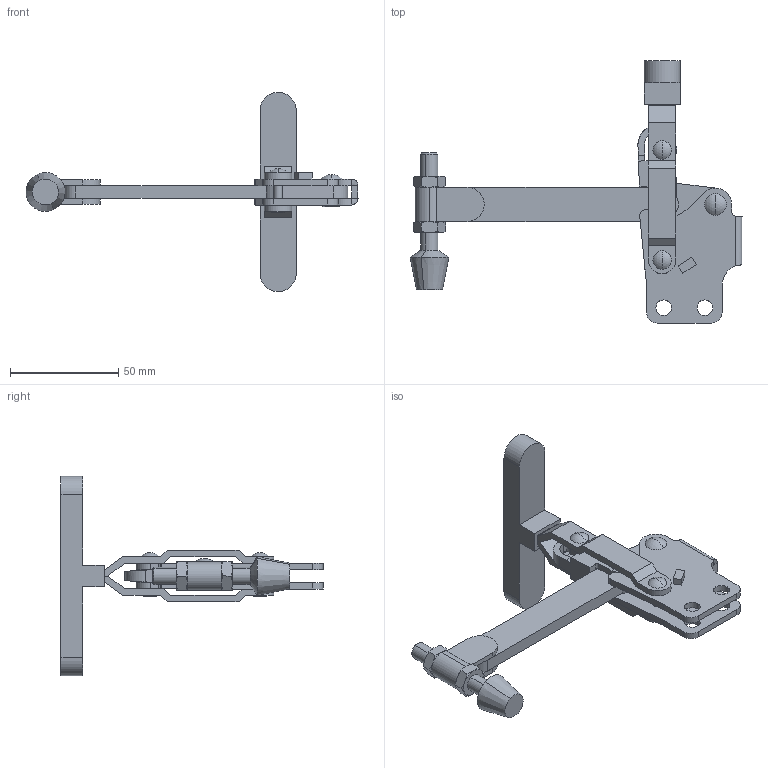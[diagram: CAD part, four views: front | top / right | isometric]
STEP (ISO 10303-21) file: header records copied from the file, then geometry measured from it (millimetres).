
FILE_DESCRIPTION (( 'STEP AP214' ), '1' );
FILE_NAME ('GH-12148(Â²¤Æ).STEP', '2020-04-29T06:31:05', ( 'LinWei' ), ( '' ), 'SwSTEP 2.0', 'SolidWorks 2016', '' );
FILE_SCHEMA (( 'AUTOMOTIVE_DESIGN' ));
Length unit declared in the file: millimetre
Products named in the file (6): Group1^EMC12141; 11214208-1^GH-12148(簡化); Group5^GH-12148(簡化); Group4^GH-12148(簡化); Group2^GH-12148(簡化); GH-12148(簡化)
Assembly tree (5 placements, depth 2):
  GH-12148(簡化)
    Group2^GH-12148(簡化)
    Group4^GH-12148(簡化)
    Group5^GH-12148(簡化)
    11214208-1^GH-12148(簡化)
    Group1^EMC12141
Bounding box: 153.26 x 121 x 92 mm (x, y, z)
Volume: 61294.6 mm3; surface area: 35261.4 mm2
Topology: 5 solids, 5 shells, 277 faces, 707 edges, 452 vertices
Faces by surface type: plane 133, cylinder 93, cone 30, sphere 8, torus 8, bspline 5
Entity records: 10273 total; most frequent: CARTESIAN_POINT 2045, DIRECTION 1469, ORIENTED_EDGE 1414, EDGE_CURVE 707, AXIS2_PLACEMENT_3D 544, VERTEX_POINT 452, VECTOR 381, LINE 381
